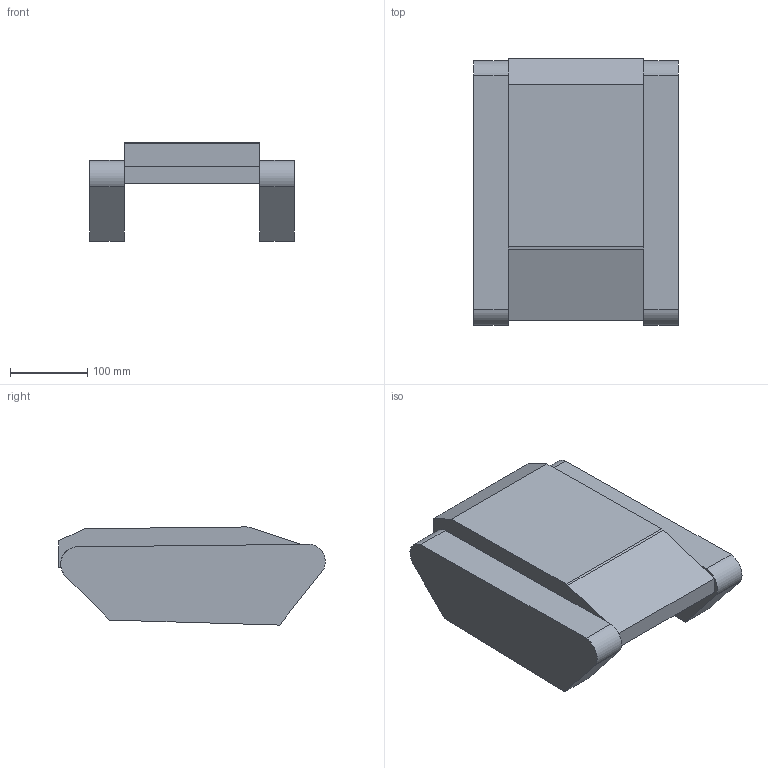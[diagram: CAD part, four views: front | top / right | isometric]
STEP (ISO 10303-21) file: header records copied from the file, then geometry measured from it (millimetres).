
FILE_DESCRIPTION(/* description */ (''),/* implementation_level */ '2;1');
FILE_NAME(/* name */ 'Tank_Body.step',/* time_stamp */ '2018-10-29T17:38:15+11:00',/* author */ ('TaylorY96'),/* organization */ (''),/* preprocessor_version */ 'ST-DEVELOPER v17.2',/* originating_system */ 'Autodesk Translation Framework v7.6.0.251',/* authorisation */ '');
FILE_SCHEMA (('AUTOMOTIVE_DESIGN { 1 0 10303 214 3 1 1 }'));
Length unit declared in the file: millimetre
Products named in the file (2): Tank_combined; Bullbar v17
Assembly tree (1 placements, depth 2):
  Tank_combined
    Bullbar v17
Bounding box: 265 x 344.65 x 126.89 mm (x, y, z)
Volume: 5432568.1 mm3; surface area: 313582.6 mm2
Topology: 1 solids, 1 shells, 25 faces, 65 edges, 42 vertices
Faces by surface type: plane 21, cylinder 4
Entity records: 799 total; most frequent: CARTESIAN_POINT 135, DIRECTION 131, ORIENTED_EDGE 130, EDGE_CURVE 65, LINE 55, VECTOR 55, VERTEX_POINT 42, AXIS2_PLACEMENT_3D 38
